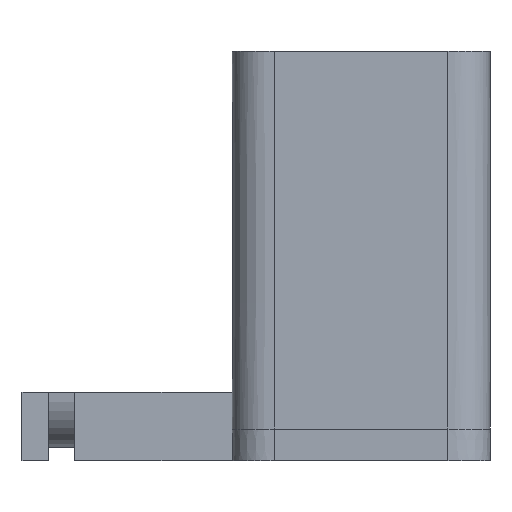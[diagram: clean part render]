
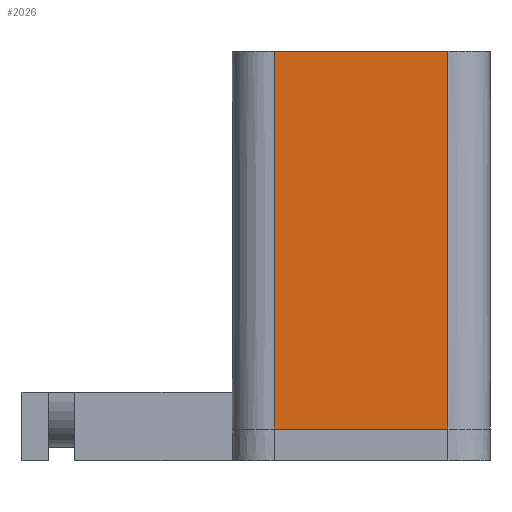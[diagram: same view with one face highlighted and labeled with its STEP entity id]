
A CAD part, front view. The second image highlights one B-rep face of the part: STEP entity #2026.
In plain terms, the highlighted planar face has unit normal (0, -1, 0).
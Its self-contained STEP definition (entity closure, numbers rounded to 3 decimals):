
#168=PLANE('',#2168);
#274=FACE_OUTER_BOUND('',#406,.T.);
#406=EDGE_LOOP('',(#1905,#1906,#1907,#1908));
#464=LINE('',#3200,#697);
#465=LINE('',#3203,#698);
#467=LINE('',#3316,#700);
#575=LINE('',#3712,#808);
#697=VECTOR('',#2237,10.);
#698=VECTOR('',#2240,10.);
#700=VECTOR('',#2244,10.);
#808=VECTOR('',#2484,10.);
#947=VERTEX_POINT('',#3154);
#948=VERTEX_POINT('',#3177);
#949=VERTEX_POINT('',#3202);
#953=VERTEX_POINT('',#3315);
#1143=EDGE_CURVE('',#948,#947,#464,.T.);
#1144=EDGE_CURVE('',#947,#949,#465,.T.);
#1150=EDGE_CURVE('',#949,#953,#467,.T.);
#1276=EDGE_CURVE('',#948,#953,#575,.T.);
#1905=ORIENTED_EDGE('',*,*,#1143,.F.);
#1906=ORIENTED_EDGE('',*,*,#1276,.T.);
#1907=ORIENTED_EDGE('',*,*,#1150,.F.);
#1908=ORIENTED_EDGE('',*,*,#1144,.F.);
#2026=ADVANCED_FACE('',(#274),#168,.T.);
#2168=AXIS2_PLACEMENT_3D('',#3879,#2657,#2658);
#2237=DIRECTION('',(0.,0.,1.));
#2240=DIRECTION('',(1.,0.,0.));
#2244=DIRECTION('',(0.,0.,-1.));
#2484=DIRECTION('',(1.,0.,0.));
#2657=DIRECTION('center_axis',(0.,-1.,0.));
#2658=DIRECTION('ref_axis',(1.,0.,0.));
#3154=CARTESIAN_POINT('',(-10.1,-39.75,9.4));
#3177=CARTESIAN_POINT('',(-10.1,-39.75,-26.5));
#3200=CARTESIAN_POINT('',(-10.1,-39.75,0.));
#3202=CARTESIAN_POINT('',(6.4,-39.75,9.4));
#3203=CARTESIAN_POINT('',(10.4,-39.75,9.4));
#3315=CARTESIAN_POINT('',(6.4,-39.75,-26.5));
#3316=CARTESIAN_POINT('',(6.4,-39.75,0.));
#3712=CARTESIAN_POINT('',(-1.85,-39.75,-26.5));
#3879=CARTESIAN_POINT('Origin',(-14.1,-39.75,0.));
